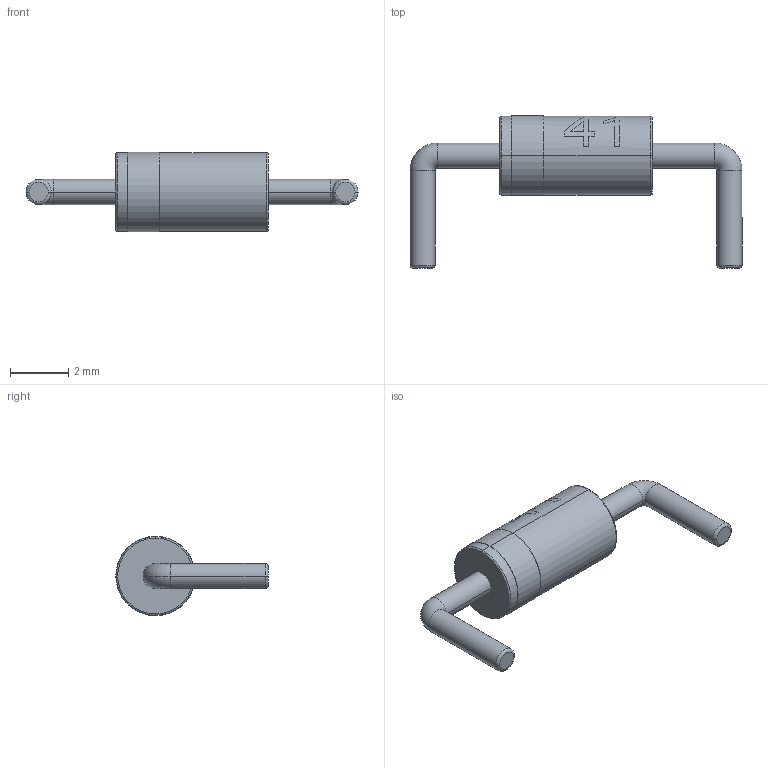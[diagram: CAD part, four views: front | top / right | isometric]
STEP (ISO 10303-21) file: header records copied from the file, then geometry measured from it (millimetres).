
FILE_DESCRIPTION (( 'STEP AP214' ), '1' );
FILE_NAME ('User Library-DO-41-4.STEP', '2014-10-23T13:34:20', ( 'Windows User' ), ( '' ), 'SwSTEP 2.0', 'SolidWorks 2014', '' );
FILE_SCHEMA (( 'AUTOMOTIVE_DESIGN' ));
Length unit declared in the file: millimetre
Products named in the file (1): User Library-DO-41-4
Bounding box: 11.36 x 5.21 x 2.72 mm (x, y, z)
Volume: 37.2 mm3; surface area: 89.2 mm2
Topology: 1 solids, 1 shells, 39 faces, 105 edges, 79 vertices
Faces by surface type: cylinder 21, torus 12, plane 6
Entity records: 2128 total; most frequent: CARTESIAN_POINT 635, DIRECTION 224, ORIENTED_EDGE 210, EDGE_CURVE 105, AXIS2_PLACEMENT_3D 99, VERTEX_POINT 79, CIRCLE 59, EDGE_LOOP 50
